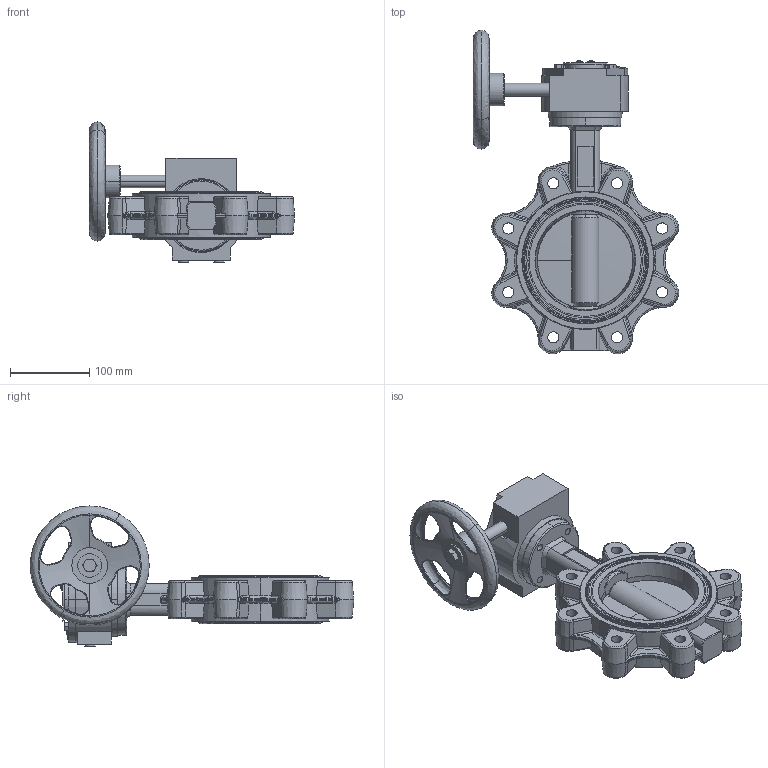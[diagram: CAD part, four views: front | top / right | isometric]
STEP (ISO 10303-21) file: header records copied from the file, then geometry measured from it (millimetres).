
FILE_DESCRIPTION (( 'STEP AP203' ), '1' );
FILE_NAME ('L9.000125R16C.STEP', '2023-03-06T15:46:58', ( '' ), ( '' ), 'SwSTEP 2.0', 'SolidWorks 2017', '' );
FILE_SCHEMA (( 'CONFIG_CONTROL_DESIGN' ));
Length unit declared in the file: millimetre
Products named in the file (1): L9.000125R16C
Bounding box: 258.76 x 407.77 x 176.5 mm (x, y, z)
Volume: 2298343.2 mm3; surface area: 291984.7 mm2
Topology: 1 solids, 13 shells, 1060 faces, 2649 edges, 1613 vertices
Faces by surface type: plane 317, cylinder 250, bspline 223, cone 172, torus 98
Entity records: 42218 total; most frequent: CARTESIAN_POINT 18726, ORIENTED_EDGE 5190, DIRECTION 4522, EDGE_CURVE 2595, AXIS2_PLACEMENT_3D 1807, VERTEX_POINT 1613, EDGE_LOOP 1146, ADVANCED_FACE 1060
